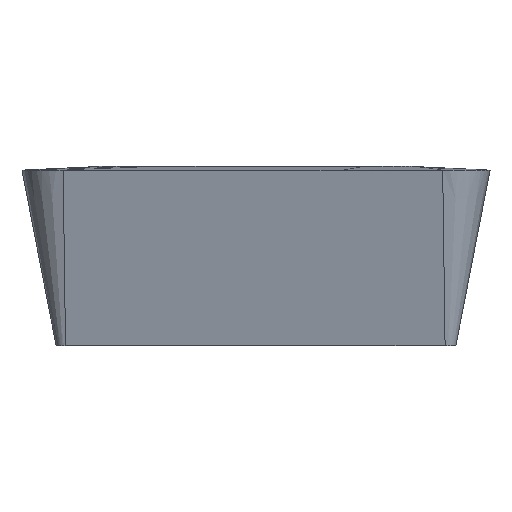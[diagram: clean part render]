
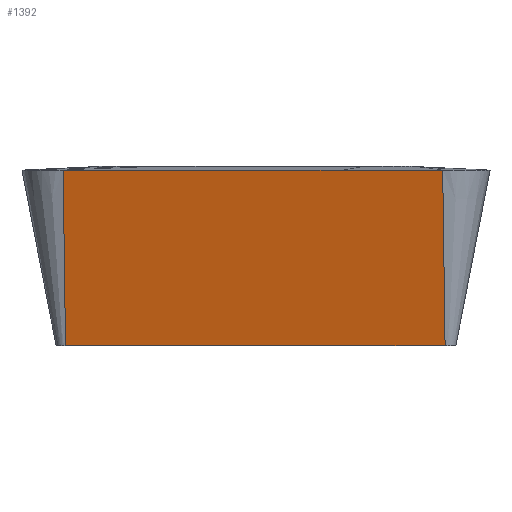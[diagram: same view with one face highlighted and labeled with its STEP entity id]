
A CAD part, left-side view. The second image highlights one B-rep face of the part: STEP entity #1392.
In plain terms, the highlighted planar face has unit normal (-0.979, 0.069, -0.191).
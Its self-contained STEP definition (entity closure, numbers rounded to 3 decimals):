
#428=DIRECTION('',(-0.07,-0.998,0.));
#429=VECTOR('',#428,10.325);
#430=CARTESIAN_POINT('',(-8.259,5.169,-4.76));
#431=LINE('',#430,#429);
#505=DIRECTION('',(-0.07,-0.998,0.));
#506=VECTOR('',#505,7.615);
#507=CARTESIAN_POINT('',(-9.182,5.234,0.));
#508=LINE('',#507,#506);
#512=DIRECTION('',(-0.07,-0.998,0.));
#513=VECTOR('',#512,2.71);
#514=CARTESIAN_POINT('',(-9.713,-2.363,
0.));
#515=LINE('',#514,#513);
#519=DIRECTION('',(0.19,-0.013,-0.982));
#520=VECTOR('',#519,4.849);
#521=CARTESIAN_POINT('',(-9.903,-5.066,
0.));
#522=LINE('',#521,#520);
#526=DIRECTION('',(0.19,-0.013,-0.982));
#527=VECTOR('',#526,4.849);
#528=CARTESIAN_POINT('',(-9.182,5.234,0.));
#529=LINE('',#528,#527);
#599=CARTESIAN_POINT('',(-8.98,-5.131,-4.76));
#600=VERTEX_POINT('',#599);
#603=CARTESIAN_POINT('',(-8.259,5.169,-4.76));
#604=VERTEX_POINT('',#603);
#635=CARTESIAN_POINT('',(-9.182,5.234,0.));
#636=VERTEX_POINT('',#635);
#641=CARTESIAN_POINT('',(-9.903,-5.066,
0.));
#642=VERTEX_POINT('',#641);
#665=CARTESIAN_POINT('',(-9.713,-2.363,
0.));
#667=VERTEX_POINT('',#665);
#1379=CARTESIAN_POINT('',(-9.026,7.467,0.));
#1380=DIRECTION('',(-0.979,0.068,-0.191));
#1381=DIRECTION('',(-0.07,-0.998,0.));
#1382=AXIS2_PLACEMENT_3D('',#1379,#1380,#1381);
#1383=PLANE('',#1382);
#1384=ORIENTED_EDGE('',*,*,#1079,.T.);
#1385=ORIENTED_EDGE('',*,*,#1064,.T.);
#1387=ORIENTED_EDGE('',*,*,#1386,.T.);
#1388=ORIENTED_EDGE('',*,*,#1346,.F.);
#1389=ORIENTED_EDGE('',*,*,#1373,.F.);
#1390=EDGE_LOOP('',(#1384,#1385,#1387,#1388,#1389));
#1391=FACE_OUTER_BOUND('',#1390,.F.);
#1064=EDGE_CURVE('',#667,#642,#515,.T.);
#1079=EDGE_CURVE('',#636,#667,#508,.T.);
#1346=EDGE_CURVE('',#604,#600,#431,.T.);
#1373=EDGE_CURVE('',#636,#604,#529,.T.);
#1386=EDGE_CURVE('',#642,#600,#522,.T.);
#1392=ADVANCED_FACE('',(#1391),#1383,.T.);
